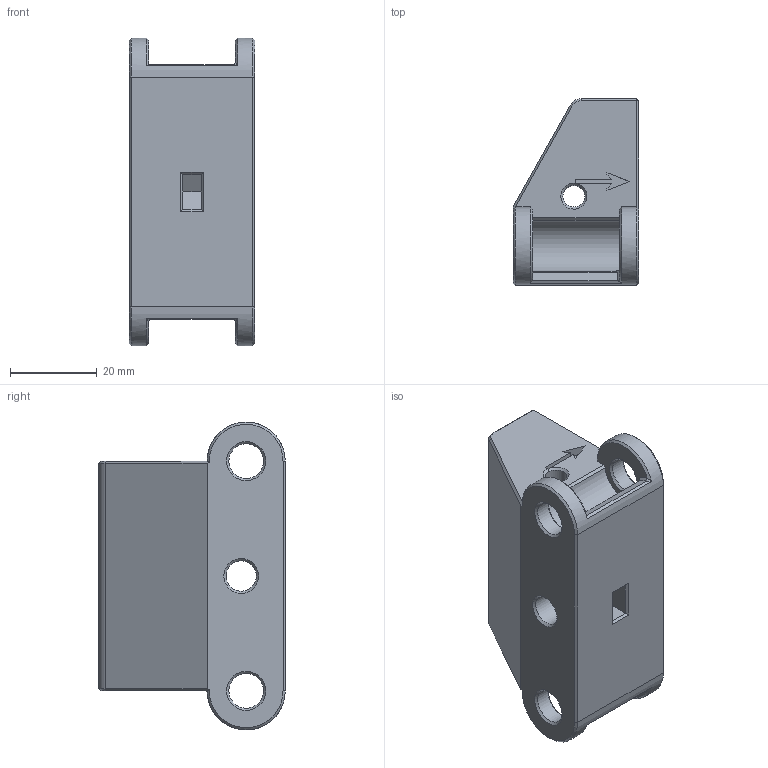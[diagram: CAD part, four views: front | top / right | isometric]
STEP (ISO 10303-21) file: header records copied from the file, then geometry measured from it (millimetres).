
FILE_DESCRIPTION(/* description */ (''),/* implementation_level */ '2;1');
FILE_NAME(/* name */ 'Pump Carriage Sled.step',/* time_stamp */ '2025-12-10T12:22:37Z',/* author */ (''),/* organization */ (''),/* preprocessor_version */ 'ST-DEVELOPER v20.1',/* originating_system */ 'Autodesk Translation Framework v14.21.0.0',/* authorisation */ '');
FILE_SCHEMA (('AUTOMOTIVE_DESIGN { 1 0 10303 214 3 1 1 }'));
Length unit declared in the file: millimetre
Products named in the file (3): poseidon_pump_v52; Pump Printed Parts; Pump Carriage Sled
Assembly tree (2 placements, depth 3):
  poseidon_pump_v52
    Pump Printed Parts
      Pump Carriage Sled
Bounding box: 29 x 43 x 71 mm (x, y, z)
Volume: 48232.4 mm3; surface area: 12958.5 mm2
Topology: 1 solids, 1 shells, 111 faces, 272 edges, 164 vertices
Faces by surface type: plane 77, cone 22, cylinder 12
Full cylindrical faces by diameter (mm): 5 x1, 7 x2, 8 x4
Entity records: 3288 total; most frequent: CARTESIAN_POINT 578, DIRECTION 550, ORIENTED_EDGE 544, EDGE_CURVE 272, LINE 202, VECTOR 202, AXIS2_PLACEMENT_3D 174, VERTEX_POINT 164
